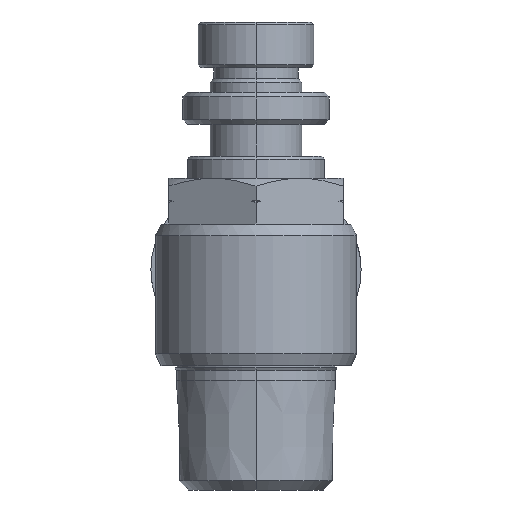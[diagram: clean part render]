
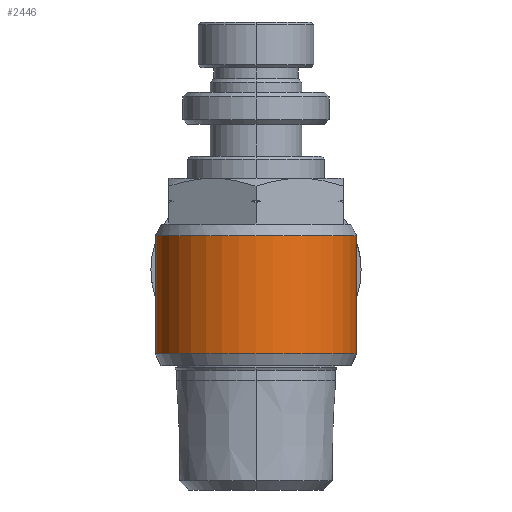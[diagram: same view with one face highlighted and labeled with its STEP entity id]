
A CAD part, front view. The second image highlights one B-rep face of the part: STEP entity #2446.
In plain terms, the highlighted cylindrical face has radius 11 mm (diameter 22 mm), a partial arc.
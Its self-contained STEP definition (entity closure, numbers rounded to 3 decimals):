
#2405=CARTESIAN_POINT('',(0.0,0.0,-4.45));
#2406=DIRECTION('',(0.0,0.0,1.0));
#2407=DIRECTION('',(1.0,0.0,0.0));
#2408=AXIS2_PLACEMENT_3D('',#2405,#2406,#2407);
#2409=CYLINDRICAL_SURFACE('',#2408,11.0);
#2410=CARTESIAN_POINT('',(11.0,0.0,9.763));
#2411=VERTEX_POINT('',#2410);
#2412=CARTESIAN_POINT('',(11.0,0.,-3.163));
#2413=VERTEX_POINT('',#2412);
#2414=CARTESIAN_POINT('',(11.0,0.0,9.763));
#2415=DIRECTION('',(0.0,0.0,-1.0));
#2416=VECTOR('',#2415,12.927);
#2417=LINE('',#2414,#2416);
#2418=EDGE_CURVE('',#2411,#2413,#2417,.T.);
#2419=ORIENTED_EDGE('',*,*,#2418,.F.);
#2420=CARTESIAN_POINT('',(-11.0,0.,9.763));
#2421=VERTEX_POINT('',#2420);
#2422=CARTESIAN_POINT('',(0.0,0.0,9.763));
#2423=DIRECTION('',(0.0,0.0,1.0));
#2424=DIRECTION('',(-1.0,0.0,0.0));
#2425=AXIS2_PLACEMENT_3D('',#2422,#2423,#2424);
#2426=CIRCLE('',#2425,11.0);
#2427=EDGE_CURVE('',#2421,#2411,#2426,.T.);
#2428=ORIENTED_EDGE('',*,*,#2427,.F.);
#2429=CARTESIAN_POINT('',(-11.0,0.0,-3.163));
#2430=VERTEX_POINT('',#2429);
#2431=CARTESIAN_POINT('',(-11.0,0.,9.763));
#2432=DIRECTION('',(0.0,0.0,-1.0));
#2433=VECTOR('',#2432,12.927);
#2434=LINE('',#2431,#2433);
#2435=EDGE_CURVE('',#2421,#2430,#2434,.T.);
#2436=ORIENTED_EDGE('',*,*,#2435,.T.);
#2437=CARTESIAN_POINT('',(0.0,0.0,-3.163));
#2438=DIRECTION('',(0.0,0.0,-1.0));
#2439=DIRECTION('',(-1.0,0.0,0.0));
#2440=AXIS2_PLACEMENT_3D('',#2437,#2438,#2439);
#2441=CIRCLE('',#2440,11.0);
#2442=EDGE_CURVE('',#2413,#2430,#2441,.T.);
#2443=ORIENTED_EDGE('',*,*,#2442,.F.);
#2444=EDGE_LOOP('',(#2419,#2428,#2436,#2443));
#2445=FACE_OUTER_BOUND('',#2444,.T.);
#2446=ADVANCED_FACE('',(#2445),#2409,.T.);
